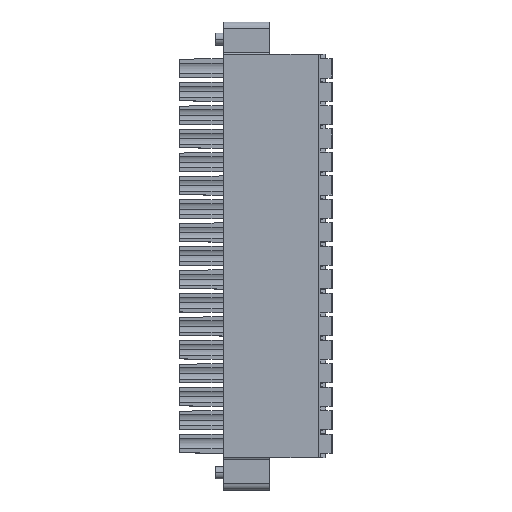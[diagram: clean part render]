
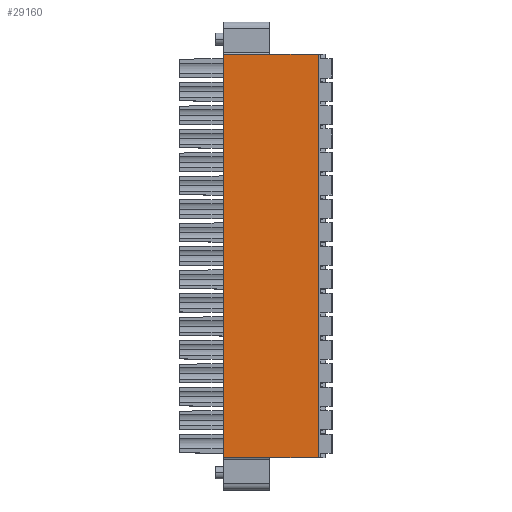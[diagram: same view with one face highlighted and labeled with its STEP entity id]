
A CAD part, top view. The second image highlights one B-rep face of the part: STEP entity #29160.
In plain terms, the highlighted planar face has unit normal (0, 0, 1).
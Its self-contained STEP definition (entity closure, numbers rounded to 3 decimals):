
#9028=DIRECTION('',(0.,1.,0.));
#9029=VECTOR('',#9028,60.2);
#9030=CARTESIAN_POINT('',(-6.625,-35.645,23.4));
#9031=LINE('',#9030,#9029);
#9032=DIRECTION('',(0.,-1.,0.));
#9033=VECTOR('',#9032,60.2);
#9034=CARTESIAN_POINT('',(7.575,24.555,23.4));
#9035=LINE('',#9034,#9033);
#9036=DIRECTION('',(-1.,0.,0.));
#9037=VECTOR('',#9036,6.95);
#9038=CARTESIAN_POINT('',(0.325,24.555,23.4));
#9039=LINE('',#9038,#9037);
#9120=DIRECTION('',(-1.,0.,0.));
#9121=VECTOR('',#9120,7.25);
#9122=CARTESIAN_POINT('',(7.575,24.555,23.4));
#9123=LINE('',#9122,#9121);
#9406=DIRECTION('',(1.,0.,0.));
#9407=VECTOR('',#9406,7.25);
#9408=CARTESIAN_POINT('',(0.325,-35.645,23.4));
#9409=LINE('',#9408,#9407);
#10619=DIRECTION('',(1.,0.,0.));
#10620=VECTOR('',#10619,6.95);
#10621=CARTESIAN_POINT('',(-6.625,-35.645,23.4));
#10622=LINE('',#10621,#10620);
#13227=CARTESIAN_POINT('',(-6.625,-35.645,23.4));
#13229=VERTEX_POINT('',#13227);
#13396=CARTESIAN_POINT('',(7.575,-35.645,23.4));
#13397=VERTEX_POINT('',#13396);
#13398=CARTESIAN_POINT('',(0.325,-35.645,23.4));
#13399=VERTEX_POINT('',#13398);
#16617=CARTESIAN_POINT('',(-6.625,24.555,23.4));
#16618=VERTEX_POINT('',#16617);
#16698=CARTESIAN_POINT('',(7.575,24.555,23.4));
#16699=VERTEX_POINT('',#16698);
#16700=CARTESIAN_POINT('',(0.325,24.555,23.4));
#16701=VERTEX_POINT('',#16700);
#29143=CARTESIAN_POINT('',(4.299,13.355,23.4));
#29144=DIRECTION('',(0.,0.,1.));
#29145=DIRECTION('',(-1.,0.,0.));
#29146=AXIS2_PLACEMENT_3D('',#29143,#29144,#29145);
#29147=PLANE('',#29146);
#29148=ORIENTED_EDGE('',*,*,#16926,.T.);
#29150=ORIENTED_EDGE('',*,*,#29149,.F.);
#29152=ORIENTED_EDGE('',*,*,#29151,.F.);
#29153=ORIENTED_EDGE('',*,*,#29133,.T.);
#29155=ORIENTED_EDGE('',*,*,#29154,.F.);
#29157=ORIENTED_EDGE('',*,*,#29156,.F.);
#29158=EDGE_LOOP('',(#29148,#29150,#29152,#29153,#29155,#29157));
#29159=FACE_OUTER_BOUND('',#29158,.F.);
#16926=EDGE_CURVE('',#13229,#16618,#9031,.T.);
#29133=EDGE_CURVE('',#16699,#13397,#9035,.T.);
#29149=EDGE_CURVE('',#16701,#16618,#9039,.T.);
#29151=EDGE_CURVE('',#16699,#16701,#9123,.T.);
#29154=EDGE_CURVE('',#13399,#13397,#9409,.T.);
#29156=EDGE_CURVE('',#13229,#13399,#10622,.T.);
#29160=ADVANCED_FACE('',(#29159),#29147,.T.);
